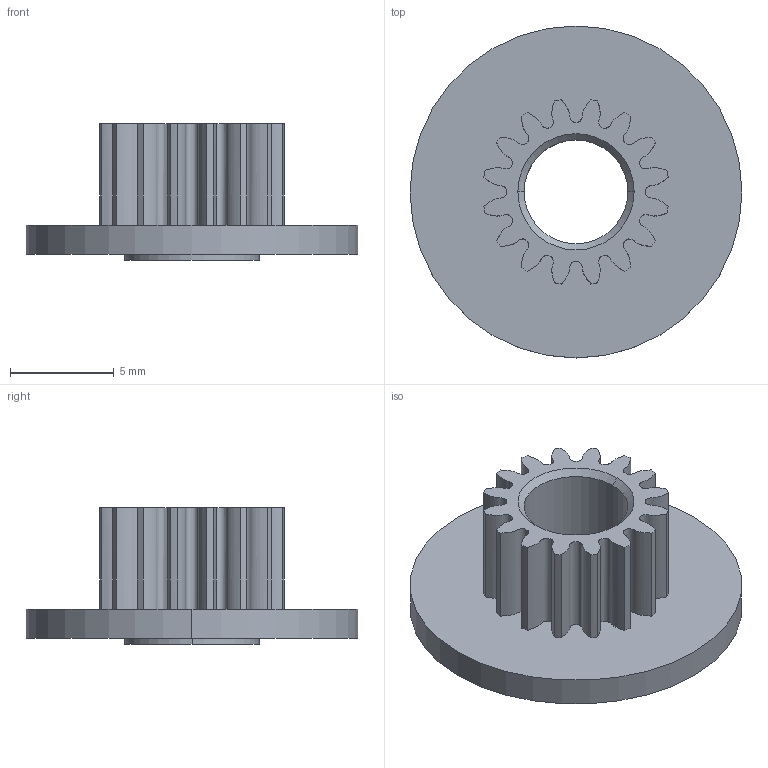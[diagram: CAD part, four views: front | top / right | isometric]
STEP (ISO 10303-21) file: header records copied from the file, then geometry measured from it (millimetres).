
FILE_DESCRIPTION (( 'STEP AP214' ), '1' );
FILE_NAME ('Gear00682.STEP', '2017-09-12T09:06:22', ( '13' ), ( '' ), 'SwSTEP 2.0', 'SolidWorks 2012', '' );
FILE_SCHEMA (( 'AUTOMOTIVE_DESIGN' ));
Length unit declared in the file: millimetre
Products named in the file (1): Gear00682
Bounding box: 16 x 16 x 6.6 mm (x, y, z)
Volume: 404.8 mm3; surface area: 781.7 mm2
Topology: 1 solids, 1 shells, 46 faces, 122 edges, 80 vertices
Faces by surface type: cylinder 22, bspline 16, cone 4, plane 4
Entity records: 6120 total; most frequent: CARTESIAN_POINT 5001, ORIENTED_EDGE 244, DIRECTION 200, EDGE_CURVE 122, VERTEX_POINT 80, AXIS2_PLACEMENT_3D 79, EDGE_LOOP 50, CIRCLE 48
